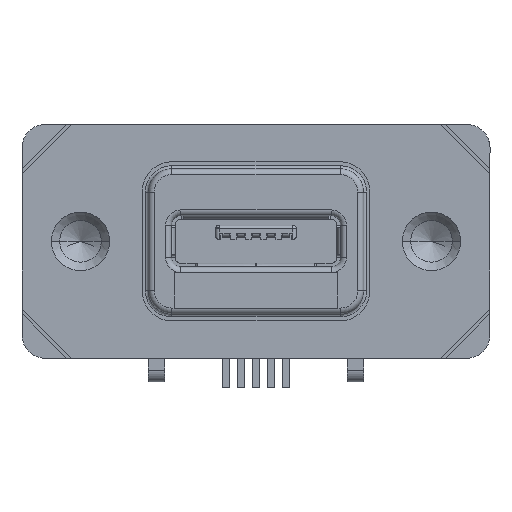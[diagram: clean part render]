
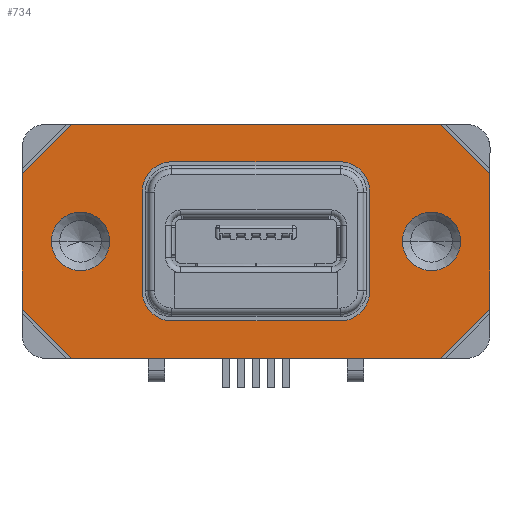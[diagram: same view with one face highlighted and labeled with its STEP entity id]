
A CAD part, front view. The second image highlights one B-rep face of the part: STEP entity #734.
In plain terms, the highlighted planar face has unit normal (0, -1, 0).
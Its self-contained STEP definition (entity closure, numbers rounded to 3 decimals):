
#72=CARTESIAN_POINT('',(8.75,-6.79,3.5));
#73=VERTEX_POINT('',#72);
#89=CARTESIAN_POINT('',(6.25,-6.79,3.5));
#90=VERTEX_POINT('',#89);
#97=CARTESIAN_POINT('',(7.5,-6.79,3.5));
#98=DIRECTION('',(0.0,1.0,0.0));
#99=DIRECTION('',(1.0,0.0,0.0));
#100=AXIS2_PLACEMENT_3D('',#97,#98,#99);
#101=CIRCLE('',#100,1.25);
#102=EDGE_CURVE('',#73,#90,#101,.T.);
#114=CARTESIAN_POINT('',(-6.25,-6.79,3.5));
#115=VERTEX_POINT('',#114);
#131=CARTESIAN_POINT('',(-8.75,-6.79,3.5));
#132=VERTEX_POINT('',#131);
#139=CARTESIAN_POINT('',(-7.5,-6.79,3.5));
#140=DIRECTION('',(0.0,1.0,0.0));
#141=DIRECTION('',(1.0,0.0,0.0));
#142=AXIS2_PLACEMENT_3D('',#139,#140,#141);
#143=CIRCLE('',#142,1.25);
#144=EDGE_CURVE('',#115,#132,#143,.T.);
#165=CARTESIAN_POINT('',(-3.6,-6.79,6.9));
#166=VERTEX_POINT('',#165);
#173=CARTESIAN_POINT('',(-4.85,-6.79,5.65));
#174=VERTEX_POINT('',#173);
#175=CARTESIAN_POINT('',(-3.6,-6.79,5.65));
#176=DIRECTION('',(0.0,1.0,0.0));
#177=DIRECTION('',(-0.707,0.0,0.707));
#178=AXIS2_PLACEMENT_3D('',#175,#176,#177);
#179=CIRCLE('',#178,1.25);
#180=EDGE_CURVE('',#174,#166,#179,.T.);
#205=CARTESIAN_POINT('',(-4.85,-6.79,1.35));
#206=VERTEX_POINT('',#205);
#207=CARTESIAN_POINT('',(-4.85,-6.79,1.35));
#208=DIRECTION('',(0.0,0.0,1.0));
#209=VECTOR('',#208,4.3);
#210=LINE('',#207,#209);
#211=EDGE_CURVE('',#206,#174,#210,.T.);
#237=CARTESIAN_POINT('',(-3.6,-6.79,0.1));
#238=VERTEX_POINT('',#237);
#239=CARTESIAN_POINT('',(-3.6,-6.79,1.35));
#240=DIRECTION('',(0.0,1.0,0.0));
#241=DIRECTION('',(-0.707,0.0,-0.707));
#242=AXIS2_PLACEMENT_3D('',#239,#240,#241);
#243=CIRCLE('',#242,1.25);
#244=EDGE_CURVE('',#238,#206,#243,.T.);
#269=CARTESIAN_POINT('',(3.6,-6.79,0.1));
#270=VERTEX_POINT('',#269);
#271=CARTESIAN_POINT('',(3.6,-6.79,0.1));
#272=DIRECTION('',(-1.0,0.0,0.0));
#273=VECTOR('',#272,7.2);
#274=LINE('',#271,#273);
#275=EDGE_CURVE('',#270,#238,#274,.T.);
#301=CARTESIAN_POINT('',(4.85,-6.79,1.35));
#302=VERTEX_POINT('',#301);
#303=CARTESIAN_POINT('',(3.6,-6.79,1.35));
#304=DIRECTION('',(0.0,1.0,0.0));
#305=DIRECTION('',(0.707,0.0,-0.707));
#306=AXIS2_PLACEMENT_3D('',#303,#304,#305);
#307=CIRCLE('',#306,1.25);
#308=EDGE_CURVE('',#302,#270,#307,.T.);
#333=CARTESIAN_POINT('',(4.85,-6.79,5.65));
#334=VERTEX_POINT('',#333);
#335=CARTESIAN_POINT('',(4.85,-6.79,5.65));
#336=DIRECTION('',(0.0,0.0,-1.0));
#337=VECTOR('',#336,4.3);
#338=LINE('',#335,#337);
#339=EDGE_CURVE('',#334,#302,#338,.T.);
#365=CARTESIAN_POINT('',(3.6,-6.79,6.9));
#366=VERTEX_POINT('',#365);
#367=CARTESIAN_POINT('',(3.6,-6.79,5.65));
#368=DIRECTION('',(0.0,1.0,0.0));
#369=DIRECTION('',(0.707,0.0,0.707));
#370=AXIS2_PLACEMENT_3D('',#367,#368,#369);
#371=CIRCLE('',#370,1.25);
#372=EDGE_CURVE('',#366,#334,#371,.T.);
#395=CARTESIAN_POINT('',(-3.6,-6.79,6.9));
#396=DIRECTION('',(1.0,0.0,0.0));
#397=VECTOR('',#396,7.2);
#398=LINE('',#395,#397);
#399=EDGE_CURVE('',#166,#366,#398,.T.);
#411=CARTESIAN_POINT('',(-7.5,-6.79,3.5));
#412=DIRECTION('',(0.0,1.0,0.0));
#413=DIRECTION('',(1.0,0.0,0.0));
#414=AXIS2_PLACEMENT_3D('',#411,#412,#413);
#415=CIRCLE('',#414,1.25);
#416=EDGE_CURVE('',#132,#115,#415,.T.);
#435=CARTESIAN_POINT('',(7.5,-6.79,3.5));
#436=DIRECTION('',(0.0,1.0,0.0));
#437=DIRECTION('',(1.0,0.0,0.0));
#438=AXIS2_PLACEMENT_3D('',#435,#436,#437);
#439=CIRCLE('',#438,1.25);
#440=EDGE_CURVE('',#90,#73,#439,.T.);
#468=CARTESIAN_POINT('',(-10.0,-6.79,0.6));
#469=VERTEX_POINT('',#468);
#476=CARTESIAN_POINT('',(-10.,-6.79,6.4));
#477=VERTEX_POINT('',#476);
#478=CARTESIAN_POINT('',(-10.0,-6.79,0.6));
#479=DIRECTION('',(0.0,0.0,1.0));
#480=VECTOR('',#479,5.8);
#481=LINE('',#478,#480);
#482=EDGE_CURVE('',#469,#477,#481,.T.);
#506=CARTESIAN_POINT('',(-7.9,-6.79,-1.5));
#507=VERTEX_POINT('',#506);
#514=CARTESIAN_POINT('',(-7.9,-6.79,-1.5));
#515=DIRECTION('',(-0.707,0.,0.707));
#516=VECTOR('',#515,2.97);
#517=LINE('',#514,#516);
#518=EDGE_CURVE('',#507,#469,#517,.T.);
#537=CARTESIAN_POINT('',(7.9,-6.79,-1.5));
#538=VERTEX_POINT('',#537);
#545=CARTESIAN_POINT('',(7.9,-6.79,-1.5));
#546=DIRECTION('',(-1.0,0.0,0.0));
#547=VECTOR('',#546,15.8);
#548=LINE('',#545,#547);
#549=EDGE_CURVE('',#538,#507,#548,.T.);
#568=CARTESIAN_POINT('',(10.0,-6.79,0.6));
#569=VERTEX_POINT('',#568);
#576=CARTESIAN_POINT('',(10.0,-6.79,0.6));
#577=DIRECTION('',(-0.707,0.,-0.707));
#578=VECTOR('',#577,2.97);
#579=LINE('',#576,#578);
#580=EDGE_CURVE('',#569,#538,#579,.T.);
#599=CARTESIAN_POINT('',(10.,-6.79,6.4));
#600=VERTEX_POINT('',#599);
#607=CARTESIAN_POINT('',(10.,-6.79,6.4));
#608=DIRECTION('',(0.0,0.0,-1.0));
#609=VECTOR('',#608,5.8);
#610=LINE('',#607,#609);
#611=EDGE_CURVE('',#600,#569,#610,.T.);
#630=CARTESIAN_POINT('',(7.9,-6.79,8.5));
#631=VERTEX_POINT('',#630);
#638=CARTESIAN_POINT('',(7.9,-6.79,8.5));
#639=DIRECTION('',(0.707,0.,-0.707));
#640=VECTOR('',#639,2.97);
#641=LINE('',#638,#640);
#642=EDGE_CURVE('',#631,#600,#641,.T.);
#661=CARTESIAN_POINT('',(-7.9,-6.79,8.5));
#662=VERTEX_POINT('',#661);
#669=CARTESIAN_POINT('',(-7.9,-6.79,8.5));
#670=DIRECTION('',(1.0,0.0,0.0));
#671=VECTOR('',#670,15.8);
#672=LINE('',#669,#671);
#673=EDGE_CURVE('',#662,#631,#672,.T.);
#691=CARTESIAN_POINT('',(-10.,-6.79,6.4));
#692=DIRECTION('',(0.707,0.,0.707));
#693=VECTOR('',#692,2.97);
#694=LINE('',#691,#693);
#695=EDGE_CURVE('',#477,#662,#694,.T.);
#701=CARTESIAN_POINT('',(0.,-6.79,3.5));
#702=DIRECTION('',(0.0,1.0,0.0));
#703=DIRECTION('',(0.0,0.0,1.0));
#704=AXIS2_PLACEMENT_3D('',#701,#702,#703);
#705=PLANE('',#704);
#706=ORIENTED_EDGE('',*,*,#695,.F.);
#707=ORIENTED_EDGE('',*,*,#482,.F.);
#708=ORIENTED_EDGE('',*,*,#518,.F.);
#709=ORIENTED_EDGE('',*,*,#549,.F.);
#710=ORIENTED_EDGE('',*,*,#580,.F.);
#711=ORIENTED_EDGE('',*,*,#611,.F.);
#712=ORIENTED_EDGE('',*,*,#642,.F.);
#713=ORIENTED_EDGE('',*,*,#673,.F.);
#714=EDGE_LOOP('',(#706,#707,#708,#709,#710,#711,#712,#713));
#715=FACE_OUTER_BOUND('',#714,.T.);
#716=ORIENTED_EDGE('',*,*,#180,.T.);
#717=ORIENTED_EDGE('',*,*,#399,.T.);
#718=ORIENTED_EDGE('',*,*,#372,.T.);
#719=ORIENTED_EDGE('',*,*,#339,.T.);
#720=ORIENTED_EDGE('',*,*,#308,.T.);
#721=ORIENTED_EDGE('',*,*,#275,.T.);
#722=ORIENTED_EDGE('',*,*,#244,.T.);
#723=ORIENTED_EDGE('',*,*,#211,.T.);
#724=EDGE_LOOP('',(#716,#717,#718,#719,#720,#721,#722,#723));
#725=FACE_BOUND('',#724,.T.);
#726=ORIENTED_EDGE('',*,*,#144,.T.);
#727=ORIENTED_EDGE('',*,*,#416,.T.);
#728=EDGE_LOOP('',(#726,#727));
#729=FACE_BOUND('',#728,.T.);
#730=ORIENTED_EDGE('',*,*,#102,.T.);
#731=ORIENTED_EDGE('',*,*,#440,.T.);
#732=EDGE_LOOP('',(#730,#731));
#733=FACE_BOUND('',#732,.T.);
#734=ADVANCED_FACE('',(#715,#725,#729,#733),#705,.F.);
